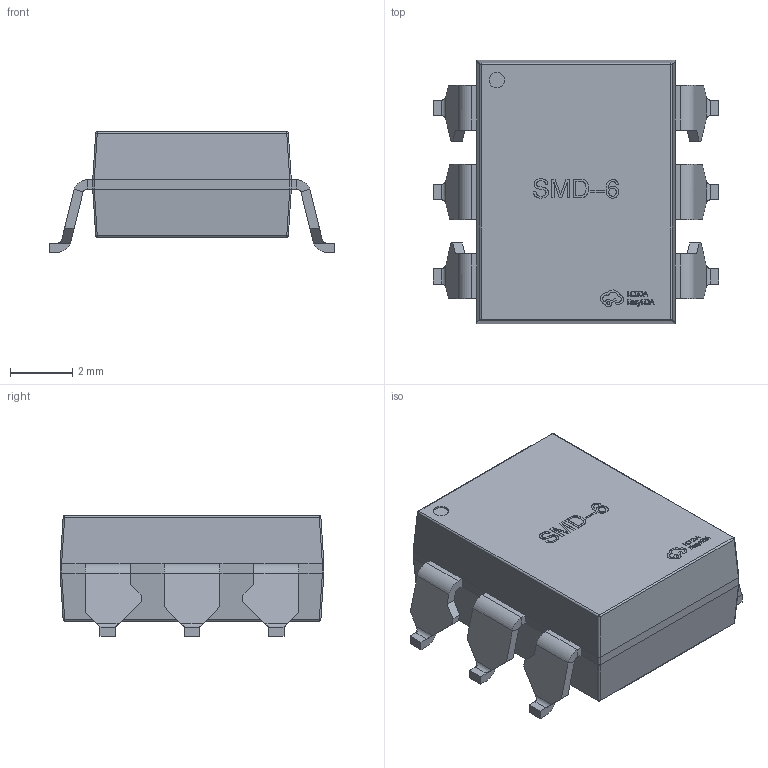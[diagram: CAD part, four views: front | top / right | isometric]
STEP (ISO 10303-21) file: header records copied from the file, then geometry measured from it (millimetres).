
FILE_DESCRIPTION (( 'STEP AP214' ), '1' );
FILE_NAME ('SMD-6_L8.6-W6.4-H5.1-P2.54-LS9.4.step', '2022-07-26T08:52:52', ( '' ), ( '' ), 'SwSTEP 2.0', 'SolidWorks 2020', '' );
FILE_SCHEMA (( 'AUTOMOTIVE_DESIGN' ));
Length unit declared in the file: millimetre
Products named in the file (1): SMD-6_L8.6-W6.4-H5.1-P2.54-LS9.4
Bounding box: 9.2 x 8.5 x 3.89 mm (x, y, z)
Volume: 187 mm3; surface area: 256.6 mm2
Topology: 14 solids, 14 shells, 542 faces, 1405 edges, 906 vertices
Faces by surface type: plane 338, bspline 150, cylinder 46, sphere 8
Entity records: 24040 total; most frequent: CARTESIAN_POINT 7168, ORIENTED_EDGE 2810, DIRECTION 1915, EDGE_CURVE 1405, LINE 1001, VECTOR 1001, VERTEX_POINT 906, EDGE_LOOP 569
